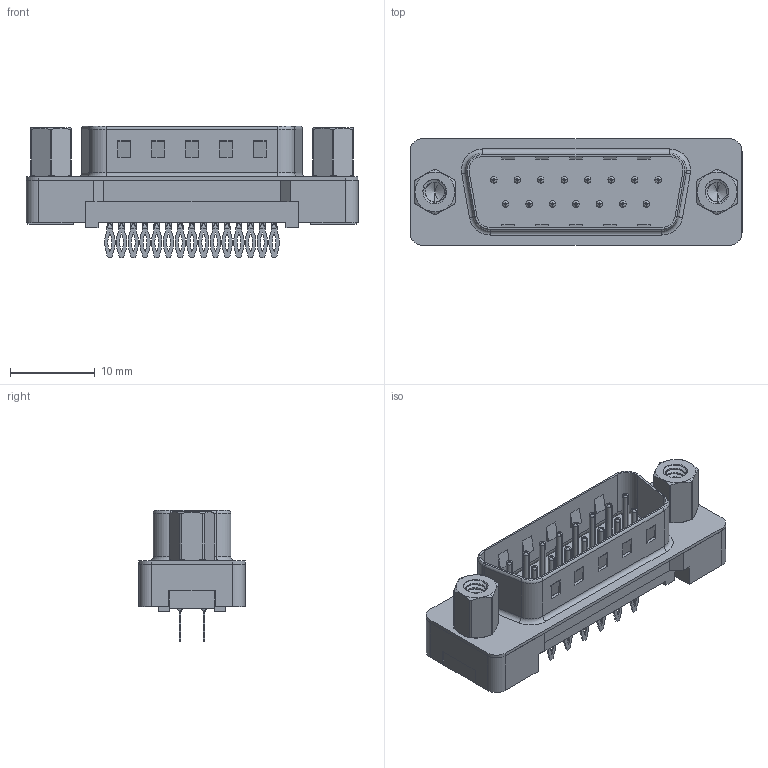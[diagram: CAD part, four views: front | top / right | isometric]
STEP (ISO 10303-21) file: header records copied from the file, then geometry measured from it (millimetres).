
FILE_DESCRIPTION (( 'STEP AP203' ), '1' );
FILE_NAME ('627-015-226-013.STEP', '2020-07-15T23:28:17', ( '' ), ( '' ), 'SwSTEP 2.0', 'SolidWorks 2020', '' );
FILE_SCHEMA (( 'CONFIG_CONTROL_DESIGN' ));
Length unit declared in the file: millimetre
Products named in the file (7): 627 Plastic Body Housing_15 Contacts; 627 PB 4-40 Threaded Rivet; 627 PB Contact Row 1_26; 627 4-40 Hex Standoff; 627 PB Shell_15 Contacts; 627 PB Contact Row 2_26; 627-015-226-013
Assembly tree (21 placements, depth 2):
  627-015-226-013
    627 Plastic Body Housing_15 Contacts
    627 PB Shell_15 Contacts
    627 PB Contact Row 1_26  x8
    627 PB Contact Row 2_26  x7
    627 PB 4-40 Threaded Rivet  x2
    627 4-40 Hex Standoff  x2
Bounding box: 39.19 x 12.6 x 15.55 mm (x, y, z)
Volume: 2194.4 mm3; surface area: 4753.9 mm2
Topology: 21 solids, 21 shells, 1482 faces, 3883 edges, 2469 vertices
Faces by surface type: plane 838, cylinder 472, bspline 78, torus 64, cone 30
Entity records: 24687 total; most frequent: CARTESIAN_POINT 8255, ORIENTED_EDGE 3242, DIRECTION 3115, EDGE_CURVE 1621, LINE 1075, VECTOR 1075, VERTEX_POINT 1045, AXIS2_PLACEMENT_3D 1020
